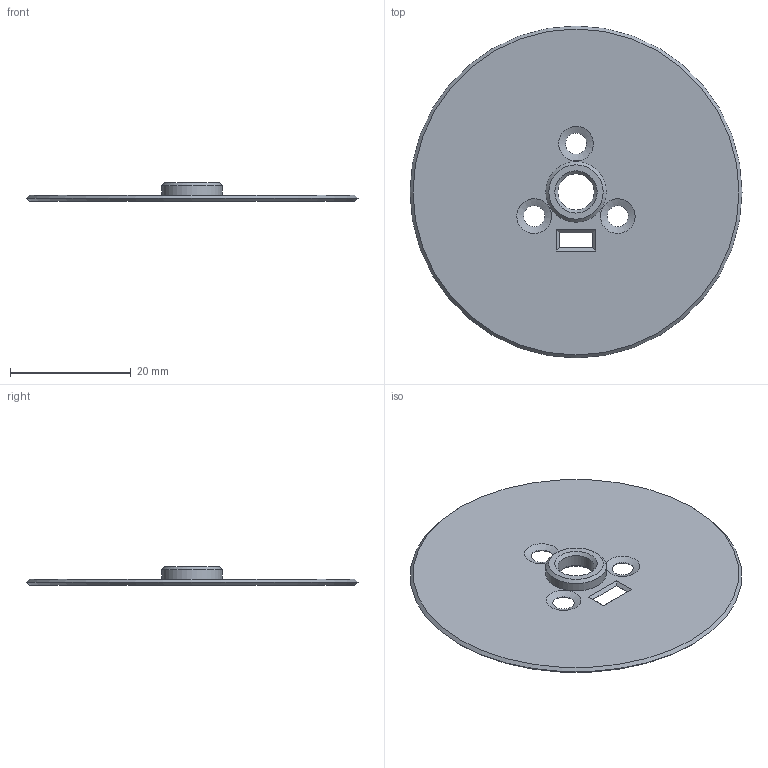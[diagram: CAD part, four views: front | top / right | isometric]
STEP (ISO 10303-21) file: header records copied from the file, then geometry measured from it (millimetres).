
FILE_DESCRIPTION(/* description */ ('Alibre Inc.'),/* implementation_level */ '2;1');
FILE_NAME(/* name */ 'export0',/* time_stamp */ '2015-07-11T14:22:52+12:00',/* author */ (''),/* organization */ (''),/* preprocessor_version */ 'ST-DEVELOPER v14',/* originating_system */ 'Alibre',/* authorisation */ '');
FILE_SCHEMA (('CONFIG_CONTROL_DESIGN'));
Length unit declared in the file: centimetre
Products named in the file (1): ID_1
Bounding box: 55 x 55 x 3 mm (x, y, z)
Volume: 2333.1 mm3; surface area: 4799.2 mm2
Topology: 1 solids, 1 shells, 24 faces, 61 edges, 40 vertices
Faces by surface type: plane 11, cone 8, bspline 3, cylinder 2
Full cylindrical faces by diameter (mm): 6 x1, 10 x1
Entity records: 1330 total; most frequent: CARTESIAN_POINT 691, ORIENTED_EDGE 102, DIRECTION 98, EDGE_CURVE 51, EDGE_LOOP 45, FACE_BOUND 45, AXIS2_PLACEMENT_3D 43, VERTEX_POINT 40
